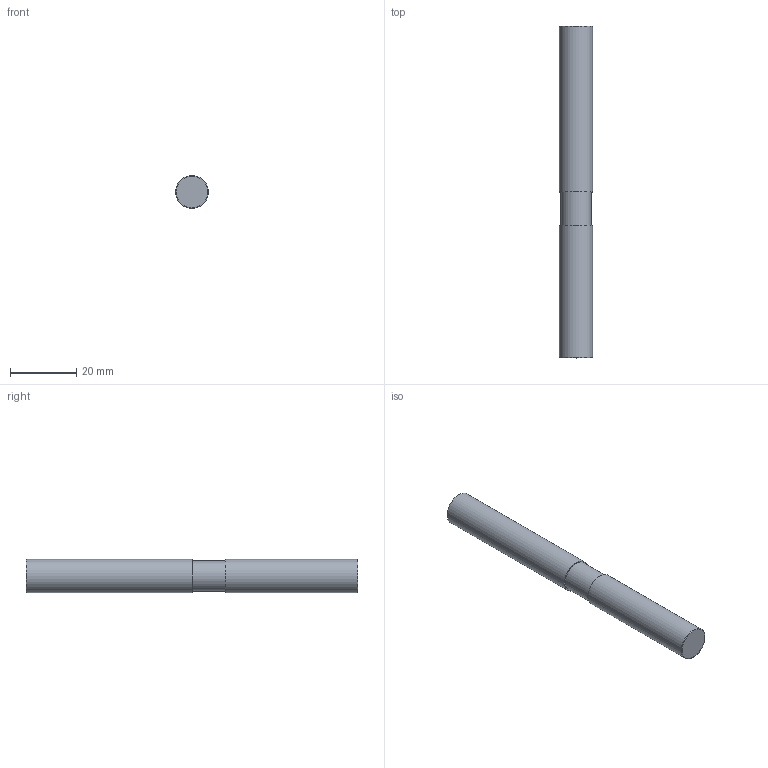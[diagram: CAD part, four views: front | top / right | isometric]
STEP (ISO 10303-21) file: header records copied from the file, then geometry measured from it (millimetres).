
FILE_DESCRIPTION(('OPEN MIND Model'),'2;1');
FILE_NAME('OPEN MIND Shape Model','2020-06-25T16:35:38',('Author'),( 'hyperCAD-S '),'hyperCAD-S STEP processor 6.6','hyperCAD-S 1.0' ,'Unknown');
FILE_SCHEMA(('AUTOMOTIVE_DESIGN { 1 0 10303 214 1 1 1 1 }'));
Length unit declared in the file: millimetre
Products named in the file (18): Product 17; Product 17.1; Product 17.2; Product 17.3; Product 17.4; Product 17.5; Product 17.6; Product 17.7; Product 17.8; Product 17.9; Product 17.10; Product 17.11; Product 17.12; Product 17.13; Product 17.14; Product 17.15; Product 17.16; Product 17.17
Assembly tree (17 placements, depth 2):
  Product 17
    Product 17.1
    Product 17.2
    Product 17.3
    Product 17.4
    Product 17.5
    Product 17.6
    Product 17.7
    Product 17.8
    Product 17.9
    Product 17.10
    Product 17.11
    Product 17.12
    Product 17.13
    Product 17.14
    Product 17.15
    Product 17.16
    Product 17.17
Bounding box: 10 x 100 x 10 mm (x, y, z)
Surface area: 6589.9 mm2
Topology: 2 solids, 2 shells, 16 faces, 38 edges, 46 vertices
Faces by surface type: plane 8, cylinder 6, torus 2
Full cylindrical faces by diameter (mm): 9.2 x2, 10 x4
Entity records: 1148 total; most frequent: CARTESIAN_POINT 186, DIRECTION 164, AXIS2_PLACEMENT_3D 52, LINE 52, VECTOR 52, ORIENTED_EDGE 44, PCURVE 44, DEFINITIONAL_REPRESENTATION 44
